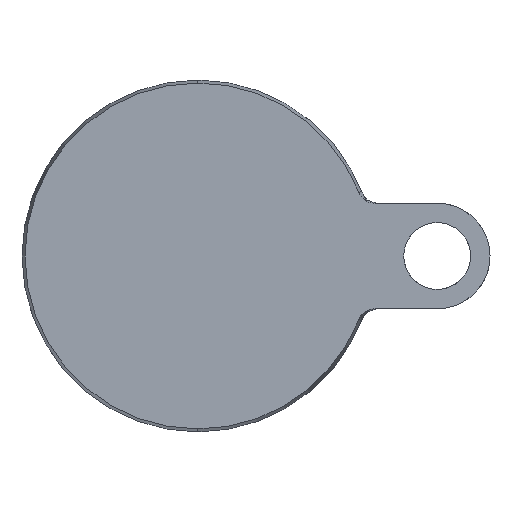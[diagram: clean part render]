
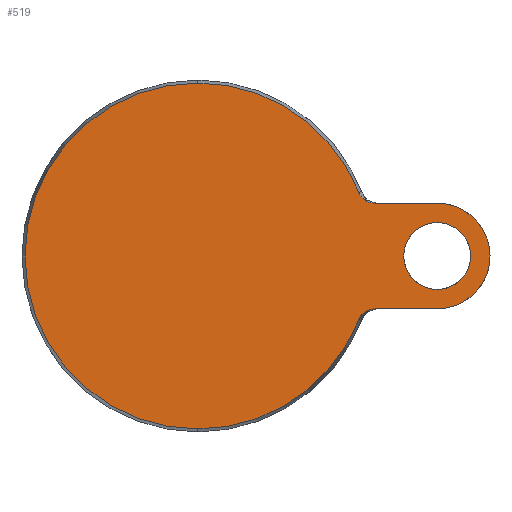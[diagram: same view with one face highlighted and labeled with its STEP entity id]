
A CAD part, front view. The second image highlights one B-rep face of the part: STEP entity #519.
In plain terms, the highlighted planar face has unit normal (0, -1, 0).
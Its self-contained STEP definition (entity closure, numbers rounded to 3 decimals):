
#9 = EDGE_CURVE ( 'NONE', #335, #957, #781, .T. ) ;
#13 = PLANE ( 'NONE',  #670 ) ;
#24 = CARTESIAN_POINT ( 'NONE',  ( 47.738, 0., 15.721 ) ) ;
#42 = CARTESIAN_POINT ( 'NONE',  ( 46.749, 0., -16.497 ) ) ;
#49 = CARTESIAN_POINT ( 'NONE',  ( 48.405, 0., -15.385 ) ) ;
#93 = ORIENTED_EDGE ( 'NONE', *, *, #9, .T. ) ;
#107 = B_SPLINE_CURVE_WITH_KNOTS ( 'NONE', 3,
 ( #494, #854, #1040, #867, #1031, #579, #24, #218, #756, #591, #124, #1138, #307, #319 ),
 .UNSPECIFIED., .F., .F.,
 ( 4, 2, 2, 2, 2, 2, 4 ),
 ( 0., 0.001, 0.002, 0.003, 0.004, 0.004, 0.006 ),
 .UNSPECIFIED. ) ;
#124 = CARTESIAN_POINT ( 'NONE',  ( 46.58, 0., 16.677 ) ) ;
#138 = CARTESIAN_POINT ( 'NONE',  ( 45.848, 0., -17.699 ) ) ;
#147 = ORIENTED_EDGE ( 'NONE', *, *, #755, .T. ) ;
#152 = EDGE_LOOP ( 'NONE', ( #1022, #325 ) ) ;
#169 = VECTOR ( 'NONE', #1130, 1000. ) ;
#202 = VERTEX_POINT ( 'NONE', #337 ) ;
#208 = EDGE_CURVE ( 'NONE', #438, #605, #251, .T. ) ;
#218 = CARTESIAN_POINT ( 'NONE',  ( 47.322, 0., 16. ) ) ;
#238 = VERTEX_POINT ( 'NONE', #483 ) ;
#247 = EDGE_LOOP ( 'NONE', ( #475, #699, #1158, #147, #93, #557, #616, #784 ) ) ;
#251 = CIRCLE ( 'NONE', #919, 9.5 ) ;
#261 = CARTESIAN_POINT ( 'NONE',  ( 68., 0., -9.5 ) ) ;
#269 = DIRECTION ( 'NONE',  ( 0., -1., 0. ) ) ;
#282 = DIRECTION ( 'NONE',  ( 0., 1., 0. ) ) ;
#284 = CARTESIAN_POINT ( 'NONE',  ( 68., 0., -15. ) ) ;
#288 = CIRCLE ( 'NONE', #648, 49.143 ) ;
#289 = DIRECTION ( 'NONE',  ( 0., 1., 0. ) ) ;
#298 = FACE_OUTER_BOUND ( 'NONE', #247, .T. ) ;
#307 = CARTESIAN_POINT ( 'NONE',  ( 45.848, 0., 17.699 ) ) ;
#312 = CARTESIAN_POINT ( 'NONE',  ( 68., 0., 0. ) ) ;
#314 = CIRCLE ( 'NONE', #445, 49.143 ) ;
#318 = EDGE_CURVE ( 'NONE', #1091, #238, #314, .T. ) ;
#319 = CARTESIAN_POINT ( 'NONE',  ( 45.66, 0., 18.169 ) ) ;
#321 = DIRECTION ( 'NONE',  ( 0., 0., -1. ) ) ;
#325 = ORIENTED_EDGE ( 'NONE', *, *, #1142, .T. ) ;
#335 = VERTEX_POINT ( 'NONE', #617 ) ;
#337 = CARTESIAN_POINT ( 'NONE',  ( 50.366, 0., 15. ) ) ;
#360 = CARTESIAN_POINT ( 'NONE',  ( 0., 0., 0. ) ) ;
#398 = CARTESIAN_POINT ( 'NONE',  ( -49.143, 0., 0. ) ) ;
#420 = CARTESIAN_POINT ( 'NONE',  ( 47.118, 0., -16.16 ) ) ;
#422 = DIRECTION ( 'NONE',  ( 0., 0., -1. ) ) ;
#426 = CARTESIAN_POINT ( 'NONE',  ( 48.637, 0., -15.295 ) ) ;
#429 = CIRCLE ( 'NONE', #476, 15. ) ;
#438 = VERTEX_POINT ( 'NONE', #261 ) ;
#445 = AXIS2_PLACEMENT_3D ( 'NONE', #1156, #269, #996 ) ;
#474 = CARTESIAN_POINT ( 'NONE',  ( 50.113, 0., -15. ) ) ;
#475 = ORIENTED_EDGE ( 'NONE', *, *, #543, .F. ) ;
#476 = AXIS2_PLACEMENT_3D ( 'NONE', #312, #681, #422 ) ;
#483 = CARTESIAN_POINT ( 'NONE',  ( 0., 0., 49.143 ) ) ;
#489 = CARTESIAN_POINT ( 'NONE',  ( 45.66, 0., -18.169 ) ) ;
#491 = LINE ( 'NONE', #1105, #169 ) ;
#494 = CARTESIAN_POINT ( 'NONE',  ( 50.366, 0., 15. ) ) ;
#505 = CARTESIAN_POINT ( 'NONE',  ( 47.314, 0., -16.005 ) ) ;
#519 = ADVANCED_FACE ( 'NONE', ( #298, #851 ), #13, .F. ) ;
#536 = CARTESIAN_POINT ( 'NONE',  ( 46.575, 0., -16.681 ) ) ;
#543 = EDGE_CURVE ( 'NONE', #202, #1094, #491, .T. ) ;
#549 = VECTOR ( 'NONE', #1148, 1000. ) ;
#557 = ORIENTED_EDGE ( 'NONE', *, *, #804, .T. ) ;
#579 = CARTESIAN_POINT ( 'NONE',  ( 47.955, 0., 15.598 ) ) ;
#591 = CARTESIAN_POINT ( 'NONE',  ( 46.751, 0., 16.495 ) ) ;
#605 = VERTEX_POINT ( 'NONE', #673 ) ;
#616 = ORIENTED_EDGE ( 'NONE', *, *, #718, .F. ) ;
#617 = CARTESIAN_POINT ( 'NONE',  ( 0., 0., -49.143 ) ) ;
#643 = DIRECTION ( 'NONE',  ( 0., 0., 1. ) ) ;
#648 = AXIS2_PLACEMENT_3D ( 'NONE', #360, #775, #321 ) ;
#668 = AXIS2_PLACEMENT_3D ( 'NONE', #979, #812, #796 ) ;
#670 = AXIS2_PLACEMENT_3D ( 'NONE', #398, #289, #932 ) ;
#672 = VERTEX_POINT ( 'NONE', #1084 ) ;
#673 = CARTESIAN_POINT ( 'NONE',  ( 68., 0., 9.5 ) ) ;
#681 = DIRECTION ( 'NONE',  ( 0., 1., 0. ) ) ;
#699 = ORIENTED_EDGE ( 'NONE', *, *, #955, .T. ) ;
#718 = EDGE_CURVE ( 'NONE', #910, #672, #1048, .T. ) ;
#723 = B_SPLINE_CURVE_WITH_KNOTS ( 'NONE', 3,
 ( #903, #138, #992, #536, #42, #420, #505, #1141, #1052, #49, #426, #780, #751, #934, #474, #1188 ),
 .UNSPECIFIED., .F., .F.,
 ( 4, 2, 2, 2, 2, 2, 2, 4 ),
 ( 0., 0.001, 0.002, 0.003, 0.004, 0.004, 0.005, 0.006 ),
 .UNSPECIFIED. ) ;
#751 = CARTESIAN_POINT ( 'NONE',  ( 49.363, 0., -15.093 ) ) ;
#755 = EDGE_CURVE ( 'NONE', #238, #335, #288, .T. ) ;
#756 = CARTESIAN_POINT ( 'NONE',  ( 47.122, 0., 16.157 ) ) ;
#765 = DIRECTION ( 'NONE',  ( 0., 0., 1. ) ) ;
#775 = DIRECTION ( 'NONE',  ( 0., -1., 0. ) ) ;
#780 = CARTESIAN_POINT ( 'NONE',  ( 49.116, 0., -15.149 ) ) ;
#781 = CIRCLE ( 'NONE', #668, 49.143 ) ;
#784 = ORIENTED_EDGE ( 'NONE', *, *, #927, .F. ) ;
#789 = CARTESIAN_POINT ( 'NONE',  ( 45.66, 0., 18.169 ) ) ;
#796 = DIRECTION ( 'NONE',  ( 0., 0., -1. ) ) ;
#804 = EDGE_CURVE ( 'NONE', #957, #672, #723, .T. ) ;
#812 = DIRECTION ( 'NONE',  ( 0., -1., 0. ) ) ;
#851 = FACE_BOUND ( 'NONE', #152, .T. ) ;
#854 = CARTESIAN_POINT ( 'NONE',  ( 49.86, 0., 15. ) ) ;
#867 = CARTESIAN_POINT ( 'NONE',  ( 48.644, 0., 15.292 ) ) ;
#896 = CARTESIAN_POINT ( 'NONE',  ( 68., 0., 15. ) ) ;
#903 = CARTESIAN_POINT ( 'NONE',  ( 45.66, 0., -18.169 ) ) ;
#910 = VERTEX_POINT ( 'NONE', #284 ) ;
#919 = AXIS2_PLACEMENT_3D ( 'NONE', #1137, #954, #765 ) ;
#927 = EDGE_CURVE ( 'NONE', #1094, #910, #429, .T. ) ;
#932 = DIRECTION ( 'NONE',  ( 0., 0., 1. ) ) ;
#934 = CARTESIAN_POINT ( 'NONE',  ( 49.862, 0., -15.019 ) ) ;
#954 = DIRECTION ( 'NONE',  ( 0., 1., 0. ) ) ;
#955 = EDGE_CURVE ( 'NONE', #202, #1091, #107, .T. ) ;
#957 = VERTEX_POINT ( 'NONE', #489 ) ;
#979 = CARTESIAN_POINT ( 'NONE',  ( 0., 0., 0. ) ) ;
#992 = CARTESIAN_POINT ( 'NONE',  ( 46.1, 0., -17.269 ) ) ;
#996 = DIRECTION ( 'NONE',  ( 0., 0., -1. ) ) ;
#1022 = ORIENTED_EDGE ( 'NONE', *, *, #208, .T. ) ;
#1031 = CARTESIAN_POINT ( 'NONE',  ( 48.407, 0., 15.384 ) ) ;
#1040 = CARTESIAN_POINT ( 'NONE',  ( 49.366, 0., 15.074 ) ) ;
#1048 = LINE ( 'NONE', #1136, #549 ) ;
#1052 = CARTESIAN_POINT ( 'NONE',  ( 47.952, 0., -15.6 ) ) ;
#1084 = CARTESIAN_POINT ( 'NONE',  ( 50.366, 0., -15. ) ) ;
#1091 = VERTEX_POINT ( 'NONE', #789 ) ;
#1094 = VERTEX_POINT ( 'NONE', #896 ) ;
#1105 = CARTESIAN_POINT ( 'NONE',  ( 15., 0., 15. ) ) ;
#1114 = AXIS2_PLACEMENT_3D ( 'NONE', #1165, #282, #643 ) ;
#1130 = DIRECTION ( 'NONE',  ( 1., 0., 0. ) ) ;
#1136 = CARTESIAN_POINT ( 'NONE',  ( 15., 0., -15. ) ) ;
#1137 = CARTESIAN_POINT ( 'NONE',  ( 68., 0., 0. ) ) ;
#1138 = CARTESIAN_POINT ( 'NONE',  ( 46.108, 0., 17.258 ) ) ;
#1141 = CARTESIAN_POINT ( 'NONE',  ( 47.73, 0., -15.726 ) ) ;
#1142 = EDGE_CURVE ( 'NONE', #605, #438, #1167, .T. ) ;
#1148 = DIRECTION ( 'NONE',  ( -1., 0., 0. ) ) ;
#1156 = CARTESIAN_POINT ( 'NONE',  ( 0., 0., 0. ) ) ;
#1158 = ORIENTED_EDGE ( 'NONE', *, *, #318, .T. ) ;
#1165 = CARTESIAN_POINT ( 'NONE',  ( 68., 0., 0. ) ) ;
#1167 = CIRCLE ( 'NONE', #1114, 9.5 ) ;
#1188 = CARTESIAN_POINT ( 'NONE',  ( 50.366, 0., -15. ) ) ;
